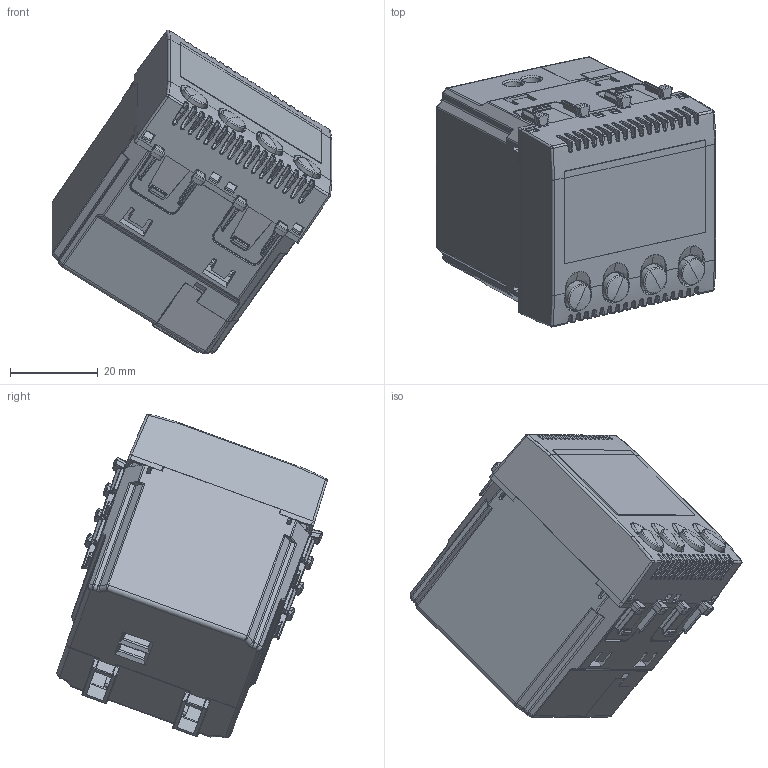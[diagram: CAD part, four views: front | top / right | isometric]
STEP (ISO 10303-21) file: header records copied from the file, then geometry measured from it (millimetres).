
FILE_DESCRIPTION(('CATIA V5 STEP Exchange'),'2;1');
FILE_NAME('441ABTM03C.stp','2024-03-06T09:46:02+00:00',('none'),('none'),'CATIA Version 5-6 Release 2016 SP6','CATIA V5 STEP AP203','none');
FILE_SCHEMA(('CONFIG_CONTROL_DESIGN'));
Products named in the file (1): 44XABTM03C
Assembly tree (6 placements, depth 2):
  44XABTM03C
    #57
    #20534
    #92491
    #98565
    #103812
    #109183
Bounding box: 63.63 x 61.61 x 73.79 mm (x, y, z)
Volume: 22194.1 mm3; surface area: 35154.7 mm2
Topology: 5 solids, 5 shells, 2732 faces, 7337 edges, 4434 vertices
Faces by surface type: plane 1032, cylinder 815, bspline 496, cone 175, sphere 111, torus 101, revolution 2
Entity records: 109204 total; most frequent: CARTESIAN_POINT 52236, ORIENTED_EDGE 14416, DIRECTION 7389, EDGE_CURVE 7208, VERTEX_POINT 4425, B_SPLINE_CURVE_WITH_KNOTS 3215, VECTOR 3202, LINE 3202
